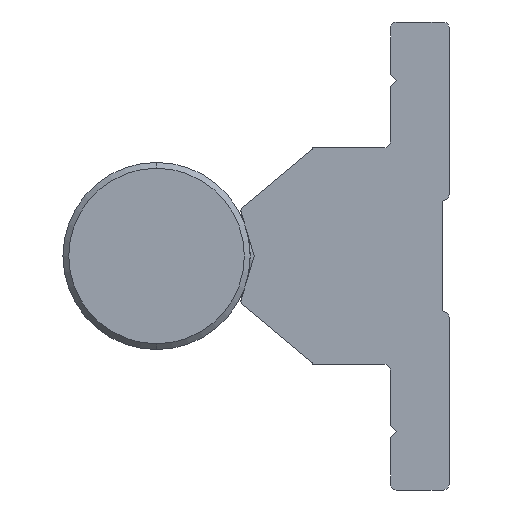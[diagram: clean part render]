
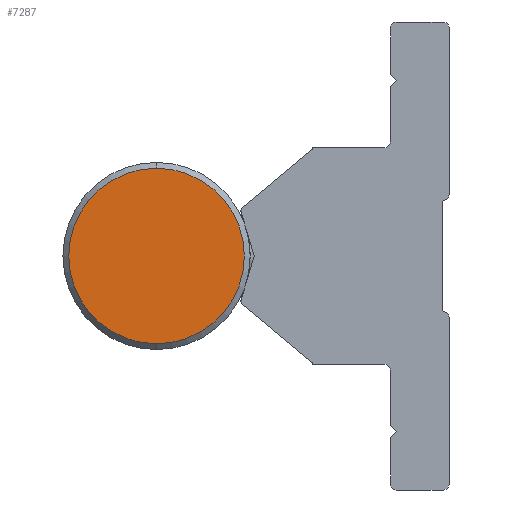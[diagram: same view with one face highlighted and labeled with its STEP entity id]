
A CAD part, left-side view. The second image highlights one B-rep face of the part: STEP entity #7287.
In plain terms, the highlighted planar face has unit normal (-1, 0, 0).
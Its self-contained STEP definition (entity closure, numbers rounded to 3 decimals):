
#1218 = AXIS2_PLACEMENT_3D ( 'NONE', #20112, #3674, #1709 ) ;
#1709 = DIRECTION ( 'NONE',  ( 0., 0., 1. ) ) ;
#3674 = DIRECTION ( 'NONE',  ( -1., 0., 0. ) ) ;
#4378 = CIRCLE ( 'NONE', #5513, 7.5 ) ;
#5513 = AXIS2_PLACEMENT_3D ( 'NONE', #6115, #22124, #14027 ) ;
#6115 = CARTESIAN_POINT ( 'NONE',  ( -900., 0., 0. ) ) ;
#7287 = ADVANCED_FACE ( 'NONE', ( #26504 ), #22905, .T. ) ;
#7386 = ORIENTED_EDGE ( 'NONE', *, *, #23939, .T. ) ;
#7828 = CIRCLE ( 'NONE', #1218, 7.5 ) ;
#8462 = DIRECTION ( 'NONE',  ( -1., 0., 0. ) ) ;
#9514 = EDGE_LOOP ( 'NONE', ( #7386, #19542 ) ) ;
#14027 = DIRECTION ( 'NONE',  ( 0., 0., 1. ) ) ;
#16221 = EDGE_CURVE ( 'NONE', #26452, #16495, #4378, .T. ) ;
#16455 = DIRECTION ( 'NONE',  ( 0., 0., 1. ) ) ;
#16495 = VERTEX_POINT ( 'NONE', #23763 ) ;
#18746 = AXIS2_PLACEMENT_3D ( 'NONE', #20762, #8462, #16455 ) ;
#19542 = ORIENTED_EDGE ( 'NONE', *, *, #16221, .T. ) ;
#20112 = CARTESIAN_POINT ( 'NONE',  ( -900., 0., 0. ) ) ;
#20762 = CARTESIAN_POINT ( 'NONE',  ( -900., -25., -500. ) ) ;
#21177 = CARTESIAN_POINT ( 'NONE',  ( -900., 0., 7.5 ) ) ;
#22124 = DIRECTION ( 'NONE',  ( -1., 0., 0. ) ) ;
#22905 = PLANE ( 'NONE',  #18746 ) ;
#23763 = CARTESIAN_POINT ( 'NONE',  ( -900., 0., -7.5 ) ) ;
#23939 = EDGE_CURVE ( 'NONE', #16495, #26452, #7828, .T. ) ;
#26452 = VERTEX_POINT ( 'NONE', #21177 ) ;
#26504 = FACE_OUTER_BOUND ( 'NONE', #9514, .T. ) ;
